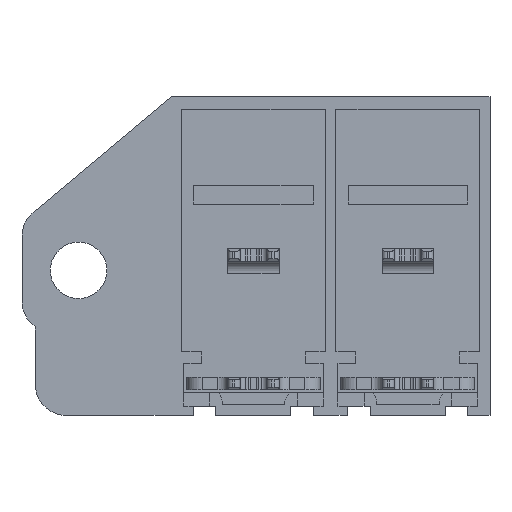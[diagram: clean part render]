
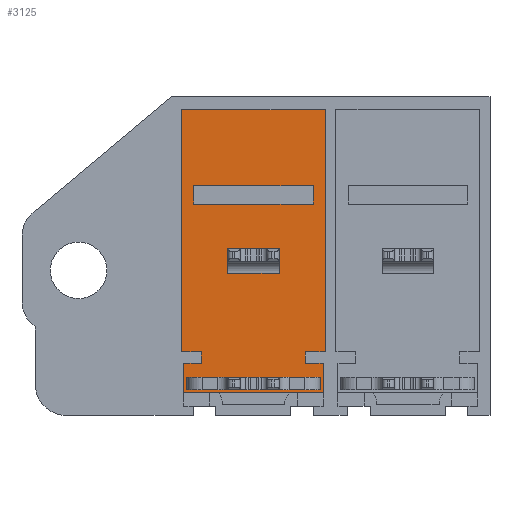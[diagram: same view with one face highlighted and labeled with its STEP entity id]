
A CAD part, front view. The second image highlights one B-rep face of the part: STEP entity #3125.
In plain terms, the highlighted planar face has unit normal (0, -1, 0).
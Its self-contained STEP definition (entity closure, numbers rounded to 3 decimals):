
#3075=AXIS2_PLACEMENT_3D('Plane Axis2P3D',#3072,#3073,#3074) ;
#2286=CARTESIAN_POINT('Vertex',(29.281,12.,2.197)) ;
#2289=CARTESIAN_POINT('Line Origine',(22.5,12.,2.197)) ;
#2293=CARTESIAN_POINT('Vertex',(15.719,12.,2.197)) ;
#2813=CARTESIAN_POINT('Vertex',(29.281,12.,5.074)) ;
#2816=CARTESIAN_POINT('Line Origine',(29.281,12.,3.635)) ;
#2839=CARTESIAN_POINT('Vertex',(27.55,12.,5.074)) ;
#2842=CARTESIAN_POINT('Line Origine',(28.415,12.,5.074)) ;
#2863=CARTESIAN_POINT('Vertex',(27.55,12.,6.176)) ;
#2866=CARTESIAN_POINT('Line Origine',(27.55,12.,5.625)) ;
#2887=CARTESIAN_POINT('Vertex',(29.481,12.,6.176)) ;
#2890=CARTESIAN_POINT('Line Origine',(28.515,12.,6.176)) ;
#2911=CARTESIAN_POINT('Vertex',(29.481,12.,29.724)) ;
#2914=CARTESIAN_POINT('Line Origine',(29.481,12.,17.95)) ;
#2935=CARTESIAN_POINT('Vertex',(15.519,12.,29.724)) ;
#2938=CARTESIAN_POINT('Line Origine',(22.5,12.,29.724)) ;
#2959=CARTESIAN_POINT('Vertex',(15.519,12.,6.176)) ;
#2962=CARTESIAN_POINT('Line Origine',(15.519,12.,17.95)) ;
#2978=CARTESIAN_POINT('Vertex',(17.45,12.,6.176)) ;
#2981=CARTESIAN_POINT('Line Origine',(16.485,12.,6.176)) ;
#3002=CARTESIAN_POINT('Vertex',(17.45,12.,5.074)) ;
#3005=CARTESIAN_POINT('Line Origine',(17.45,12.,5.625)) ;
#3021=CARTESIAN_POINT('Vertex',(15.719,12.,5.074)) ;
#3024=CARTESIAN_POINT('Line Origine',(16.585,12.,5.074)) ;
#3041=CARTESIAN_POINT('Line Origine',(15.719,12.,3.635)) ;
#3072=CARTESIAN_POINT('Axis2P3D Location',(0.,12.,0.)) ;
#3091=CARTESIAN_POINT('Line Origine',(22.5,12.,20.55)) ;
#3095=CARTESIAN_POINT('Vertex',(16.7,12.,20.55)) ;
#3097=CARTESIAN_POINT('Vertex',(28.3,12.,20.55)) ;
#3100=CARTESIAN_POINT('Line Origine',(16.7,12.,21.45)) ;
#3104=CARTESIAN_POINT('Vertex',(16.7,12.,22.35)) ;
#3107=CARTESIAN_POINT('Line Origine',(22.5,12.,22.35)) ;
#3111=CARTESIAN_POINT('Vertex',(28.3,12.,22.35)) ;
#3114=CARTESIAN_POINT('Line Origine',(28.3,12.,21.45)) ;
#2290=DIRECTION('Vector Direction',(1.,0.,0.)) ;
#2817=DIRECTION('Vector Direction',(0.,0.,1.)) ;
#2843=DIRECTION('Vector Direction',(-1.,0.,0.)) ;
#2867=DIRECTION('Vector Direction',(0.,0.,1.)) ;
#2891=DIRECTION('Vector Direction',(1.,0.,0.)) ;
#2915=DIRECTION('Vector Direction',(0.,0.,-1.)) ;
#2939=DIRECTION('Vector Direction',(-1.,0.,0.)) ;
#2963=DIRECTION('Vector Direction',(0.,0.,1.)) ;
#2982=DIRECTION('Vector Direction',(1.,0.,0.)) ;
#3006=DIRECTION('Vector Direction',(0.,0.,1.)) ;
#3025=DIRECTION('Vector Direction',(-1.,0.,0.)) ;
#3042=DIRECTION('Vector Direction',(0.,0.,-1.)) ;
#3073=DIRECTION('Axis2P3D Direction',(0.,-1.,0.)) ;
#3074=DIRECTION('Axis2P3D XDirection',(1.,0.,0.)) ;
#3092=DIRECTION('Vector Direction',(-1.,0.,0.)) ;
#3101=DIRECTION('Vector Direction',(0.,0.,1.)) ;
#3108=DIRECTION('Vector Direction',(-1.,0.,0.)) ;
#3115=DIRECTION('Vector Direction',(0.,0.,1.)) ;
#2291=VECTOR('Line Direction',#2290,1.) ;
#2818=VECTOR('Line Direction',#2817,1.) ;
#2844=VECTOR('Line Direction',#2843,1.) ;
#2868=VECTOR('Line Direction',#2867,1.) ;
#2892=VECTOR('Line Direction',#2891,1.) ;
#2916=VECTOR('Line Direction',#2915,1.) ;
#2940=VECTOR('Line Direction',#2939,1.) ;
#2964=VECTOR('Line Direction',#2963,1.) ;
#2983=VECTOR('Line Direction',#2982,1.) ;
#3007=VECTOR('Line Direction',#3006,1.) ;
#3026=VECTOR('Line Direction',#3025,1.) ;
#3043=VECTOR('Line Direction',#3042,1.) ;
#3093=VECTOR('Line Direction',#3092,1.) ;
#3102=VECTOR('Line Direction',#3101,1.) ;
#3109=VECTOR('Line Direction',#3108,1.) ;
#3116=VECTOR('Line Direction',#3115,1.) ;
#3078=ORIENTED_EDGE('',*,*,#2870,.T.) ;
#3079=ORIENTED_EDGE('',*,*,#2894,.T.) ;
#3080=ORIENTED_EDGE('',*,*,#2918,.T.) ;
#3081=ORIENTED_EDGE('',*,*,#2942,.T.) ;
#3082=ORIENTED_EDGE('',*,*,#2966,.T.) ;
#3083=ORIENTED_EDGE('',*,*,#2985,.T.) ;
#3084=ORIENTED_EDGE('',*,*,#3009,.T.) ;
#3085=ORIENTED_EDGE('',*,*,#3028,.T.) ;
#3086=ORIENTED_EDGE('',*,*,#3045,.T.) ;
#3087=ORIENTED_EDGE('',*,*,#2295,.T.) ;
#3088=ORIENTED_EDGE('',*,*,#2820,.T.) ;
#3089=ORIENTED_EDGE('',*,*,#2846,.T.) ;
#3120=ORIENTED_EDGE('',*,*,#3099,.F.) ;
#3121=ORIENTED_EDGE('',*,*,#3106,.F.) ;
#3122=ORIENTED_EDGE('',*,*,#3113,.F.) ;
#3123=ORIENTED_EDGE('',*,*,#3118,.F.) ;
#3124=FACE_BOUND('',#3119,.T.) ;
#3125=ADVANCED_FACE('HOUSING',(#3090,#3124),#3076,.T.) ;
#2295=EDGE_CURVE('',#2294,#2287,#2292,.T.) ;
#2820=EDGE_CURVE('',#2287,#2814,#2819,.T.) ;
#2846=EDGE_CURVE('',#2814,#2840,#2845,.T.) ;
#2870=EDGE_CURVE('',#2840,#2864,#2869,.T.) ;
#2894=EDGE_CURVE('',#2864,#2888,#2893,.T.) ;
#2918=EDGE_CURVE('',#2888,#2912,#2917,.F.) ;
#2942=EDGE_CURVE('',#2912,#2936,#2941,.T.) ;
#2966=EDGE_CURVE('',#2936,#2960,#2965,.F.) ;
#2985=EDGE_CURVE('',#2960,#2979,#2984,.T.) ;
#3009=EDGE_CURVE('',#2979,#3003,#3008,.F.) ;
#3028=EDGE_CURVE('',#3003,#3022,#3027,.T.) ;
#3045=EDGE_CURVE('',#3022,#2294,#3044,.T.) ;
#3099=EDGE_CURVE('',#3096,#3098,#3094,.F.) ;
#3106=EDGE_CURVE('',#3105,#3096,#3103,.F.) ;
#3113=EDGE_CURVE('',#3112,#3105,#3110,.T.) ;
#3118=EDGE_CURVE('',#3098,#3112,#3117,.T.) ;
#3077=EDGE_LOOP('',(#3078,#3079,#3080,#3081,#3082,#3083,#3084,#3085,#3086,#3087,#3088,#3089)) ;
#3119=EDGE_LOOP('',(#3120,#3121,#3122,#3123)) ;
#3090=FACE_OUTER_BOUND('',#3077,.T.) ;
#2292=LINE('Line',#2289,#2291) ;
#2819=LINE('Line',#2816,#2818) ;
#2845=LINE('Line',#2842,#2844) ;
#2869=LINE('Line',#2866,#2868) ;
#2893=LINE('Line',#2890,#2892) ;
#2917=LINE('Line',#2914,#2916) ;
#2941=LINE('Line',#2938,#2940) ;
#2965=LINE('Line',#2962,#2964) ;
#2984=LINE('Line',#2981,#2983) ;
#3008=LINE('Line',#3005,#3007) ;
#3027=LINE('Line',#3024,#3026) ;
#3044=LINE('Line',#3041,#3043) ;
#3094=LINE('Line',#3091,#3093) ;
#3103=LINE('Line',#3100,#3102) ;
#3110=LINE('Line',#3107,#3109) ;
#3117=LINE('Line',#3114,#3116) ;
#3076=PLANE('',#3075) ;
#2287=VERTEX_POINT('',#2286) ;
#2294=VERTEX_POINT('',#2293) ;
#2814=VERTEX_POINT('',#2813) ;
#2840=VERTEX_POINT('',#2839) ;
#2864=VERTEX_POINT('',#2863) ;
#2888=VERTEX_POINT('',#2887) ;
#2912=VERTEX_POINT('',#2911) ;
#2936=VERTEX_POINT('',#2935) ;
#2960=VERTEX_POINT('',#2959) ;
#2979=VERTEX_POINT('',#2978) ;
#3003=VERTEX_POINT('',#3002) ;
#3022=VERTEX_POINT('',#3021) ;
#3096=VERTEX_POINT('',#3095) ;
#3098=VERTEX_POINT('',#3097) ;
#3105=VERTEX_POINT('',#3104) ;
#3112=VERTEX_POINT('',#3111) ;
